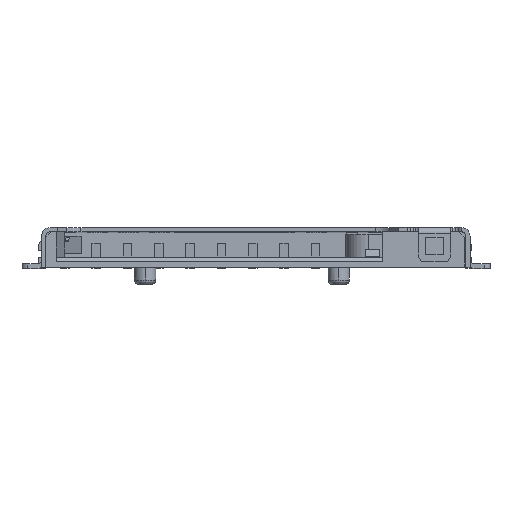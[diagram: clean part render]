
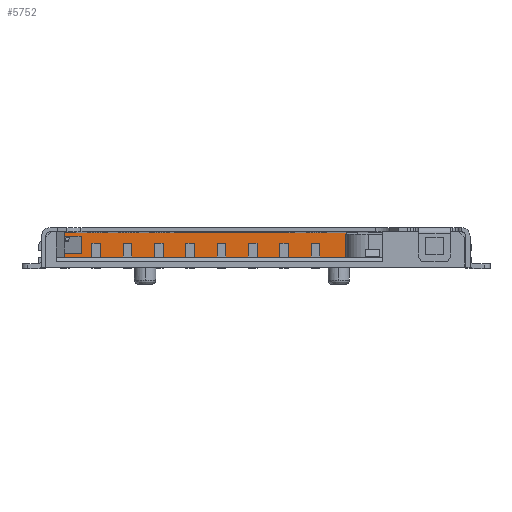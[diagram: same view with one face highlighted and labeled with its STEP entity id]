
A CAD part, top view. The second image highlights one B-rep face of the part: STEP entity #5752.
In plain terms, the highlighted planar face has unit normal (0, 0, 1).
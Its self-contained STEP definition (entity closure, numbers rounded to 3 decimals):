
#283 = VECTOR ( 'NONE', #4101, 1000. ) ;
#825 = CARTESIAN_POINT ( 'NONE',  ( 3.2, 1.25, -13.7 ) ) ;
#1809 = PLANE ( 'NONE',  #18850 ) ;
#2545 = CARTESIAN_POINT ( 'NONE',  ( -6.68, 1.25, -13.7 ) ) ;
#2667 = VECTOR ( 'NONE', #26437, 1000. ) ;
#2820 = EDGE_CURVE ( 'NONE', #21724, #12156, #28353, .T. ) ;
#2856 = DIRECTION ( 'NONE',  ( -1., 0., 0. ) ) ;
#3349 = CARTESIAN_POINT ( 'NONE',  ( 3.2, 0.35, -13.7 ) ) ;
#4101 = DIRECTION ( 'NONE',  ( 1., 0., 0. ) ) ;
#4249 = ORIENTED_EDGE ( 'NONE', *, *, #2820, .T. ) ;
#4732 = DIRECTION ( 'NONE',  ( 0., 0., -1. ) ) ;
#4805 = CARTESIAN_POINT ( 'NONE',  ( -6.68, 0.325, -13.7 ) ) ;
#5504 = VECTOR ( 'NONE', #18350, 1000. ) ;
#5752 = ADVANCED_FACE ( 'NONE', ( #14881 ), #1809, .F. ) ;
#6849 = LINE ( 'NONE', #30233, #283 ) ;
#7410 = ORIENTED_EDGE ( 'NONE', *, *, #23099, .F. ) ;
#7996 = CARTESIAN_POINT ( 'NONE',  ( -7.179, 0.35, -13.7 ) ) ;
#8473 = EDGE_LOOP ( 'NONE', ( #28299, #33799, #7410, #4249 ) ) ;
#12156 = VERTEX_POINT ( 'NONE', #15316 ) ;
#12584 = VERTEX_POINT ( 'NONE', #3349 ) ;
#14881 = FACE_OUTER_BOUND ( 'NONE', #8473, .T. ) ;
#15316 = CARTESIAN_POINT ( 'NONE',  ( -6.68, 0.35, -13.7 ) ) ;
#15390 = DIRECTION ( 'NONE',  ( -1., 0., 0. ) ) ;
#15589 = LINE ( 'NONE', #29006, #2667 ) ;
#18350 = DIRECTION ( 'NONE',  ( 0., -1., 0. ) ) ;
#18850 = AXIS2_PLACEMENT_3D ( 'NONE', #33283, #4732, #15390 ) ;
#21724 = VERTEX_POINT ( 'NONE', #2545 ) ;
#23099 = EDGE_CURVE ( 'NONE', #21724, #24996, #6849, .T. ) ;
#24982 = VECTOR ( 'NONE', #2856, 1000. ) ;
#24996 = VERTEX_POINT ( 'NONE', #825 ) ;
#26437 = DIRECTION ( 'NONE',  ( 0., -1., 0. ) ) ;
#28299 = ORIENTED_EDGE ( 'NONE', *, *, #29217, .F. ) ;
#28353 = LINE ( 'NONE', #4805, #5504 ) ;
#29006 = CARTESIAN_POINT ( 'NONE',  ( 3.2, 0.325, -13.7 ) ) ;
#29160 = LINE ( 'NONE', #7996, #24982 ) ;
#29217 = EDGE_CURVE ( 'NONE', #12584, #12156, #29160, .T. ) ;
#30233 = CARTESIAN_POINT ( 'NONE',  ( -7.644, 1.25, -13.7 ) ) ;
#32317 = EDGE_CURVE ( 'NONE', #24996, #12584, #15589, .T. ) ;
#33283 = CARTESIAN_POINT ( 'NONE',  ( 5.132, -0.025, -13.7 ) ) ;
#33799 = ORIENTED_EDGE ( 'NONE', *, *, #32317, .F. ) ;
